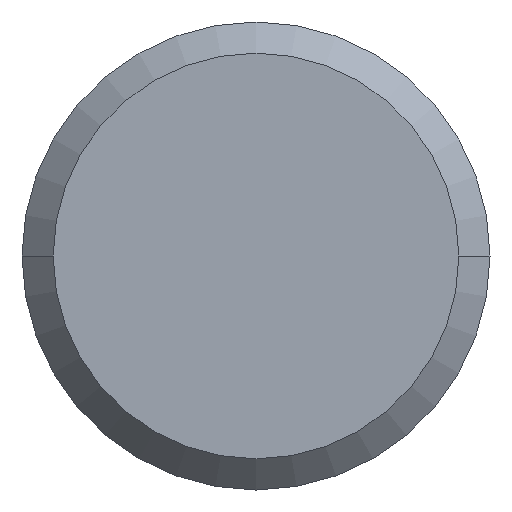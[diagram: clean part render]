
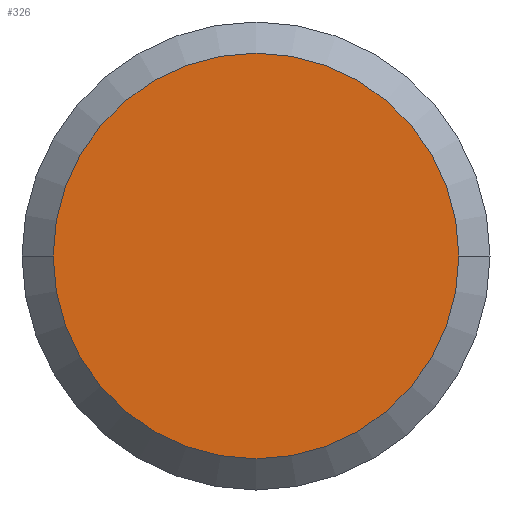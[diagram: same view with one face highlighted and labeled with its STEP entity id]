
A CAD part, front view. The second image highlights one B-rep face of the part: STEP entity #326.
In plain terms, the highlighted planar face has unit normal (0, -1, 0).
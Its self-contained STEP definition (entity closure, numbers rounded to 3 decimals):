
#145=CARTESIAN_POINT('',(0.,-35.,0.));
#146=DIRECTION('',(0.,1.,0.));
#147=DIRECTION('',(-1.,0.,0.));
#148=AXIS2_PLACEMENT_3D('',#145,#146,#147);
#153=CARTESIAN_POINT('',(0.,-35.,0.));
#154=DIRECTION('',(0.,-1.,0.));
#155=DIRECTION('',(-1.,0.,0.));
#156=AXIS2_PLACEMENT_3D('',#153,#154,#155);
#199=CARTESIAN_POINT('',(-5.2,-35.,0.));
#200=VERTEX_POINT('',#199);
#203=CARTESIAN_POINT('',(5.2,-35.,0.));
#204=VERTEX_POINT('',#203);
#317=CARTESIAN_POINT('',(0.,-35.,0.));
#318=DIRECTION('',(0.,-1.,0.));
#319=DIRECTION('',(1.,0.,0.));
#320=AXIS2_PLACEMENT_3D('',#317,#318,#319);
#321=PLANE('',#320);
#322=ORIENTED_EDGE('',*,*,#299,.T.);
#323=ORIENTED_EDGE('',*,*,#310,.F.);
#324=EDGE_LOOP('',(#322,#323));
#325=FACE_OUTER_BOUND('',#324,.F.);
#326=ADVANCED_FACE('',(#325),#321,.T.);
#149=CIRCLE('',#148,5.2);
#157=CIRCLE('',#156,5.2);
#299=EDGE_CURVE('',#200,#204,#149,.T.);
#310=EDGE_CURVE('',#200,#204,#157,.T.);
